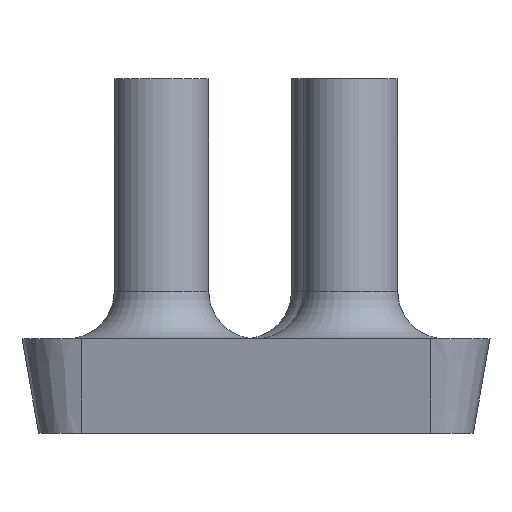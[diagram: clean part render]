
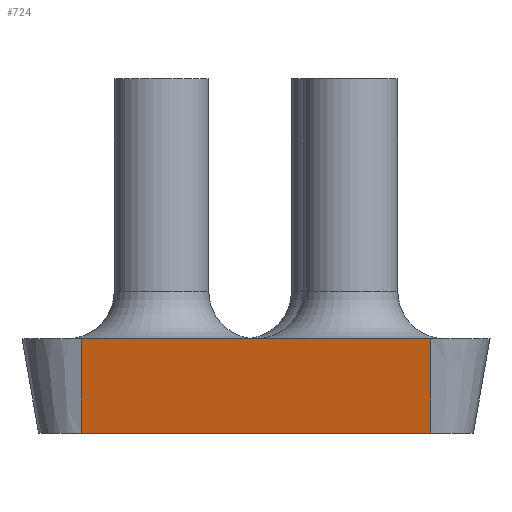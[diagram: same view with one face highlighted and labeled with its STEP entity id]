
A CAD part, left-side view. The second image highlights one B-rep face of the part: STEP entity #724.
In plain terms, the highlighted planar face has unit normal (-0.985, 0, -0.174).
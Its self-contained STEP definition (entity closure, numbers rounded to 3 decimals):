
#95=FACE_OUTER_BOUND('',#145,.T.);
#145=EDGE_LOOP('',(#636,#637,#638,#639));
#206=LINE('',#1140,#280);
#210=LINE('',#1165,#284);
#220=LINE('',#1213,#294);
#221=LINE('',#1215,#295);
#280=VECTOR('',#913,10.);
#284=VECTOR('',#939,10.);
#294=VECTOR('',#1003,10.);
#295=VECTOR('',#1006,10.);
#339=VERTEX_POINT('',#1137);
#340=VERTEX_POINT('',#1139);
#349=VERTEX_POINT('',#1162);
#350=VERTEX_POINT('',#1164);
#421=EDGE_CURVE('',#340,#339,#206,.T.);
#432=EDGE_CURVE('',#350,#349,#210,.T.);
#456=EDGE_CURVE('',#339,#350,#220,.T.);
#457=EDGE_CURVE('',#340,#349,#221,.T.);
#636=ORIENTED_EDGE('',*,*,#432,.T.);
#637=ORIENTED_EDGE('',*,*,#457,.F.);
#638=ORIENTED_EDGE('',*,*,#421,.T.);
#639=ORIENTED_EDGE('',*,*,#456,.T.);
#684=PLANE('',#804);
#724=ADVANCED_FACE('',(#95),#684,.T.);
#804=AXIS2_PLACEMENT_3D('',#1214,#1004,#1005);
#913=DIRECTION('',(0.,-1.,0.));
#939=DIRECTION('',(0.,1.,0.));
#1003=DIRECTION('',(-0.174,0.,0.985));
#1004=DIRECTION('center_axis',(-0.985,0.,
-0.174));
#1005=DIRECTION('ref_axis',(0.,-1.,0.));
#1006=DIRECTION('',(-0.174,0.,0.985));
#1137=CARTESIAN_POINT('',(-0.1,0.8,0.));
#1139=CARTESIAN_POINT('',(-0.1,8.2,0.));
#1140=CARTESIAN_POINT('',(-0.1,8.2,0.));
#1162=CARTESIAN_POINT('',(-0.453,8.2,2.));
#1164=CARTESIAN_POINT('',(-0.453,0.8,2.));
#1165=CARTESIAN_POINT('',(-0.453,8.2,2.));
#1213=CARTESIAN_POINT('',(-0.1,0.8,0.));
#1214=CARTESIAN_POINT('Origin',(-0.1,0.8,0.));
#1215=CARTESIAN_POINT('',(-0.1,8.2,0.));
